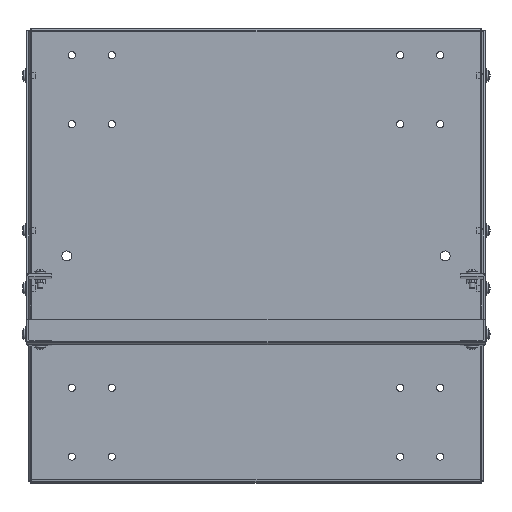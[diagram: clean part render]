
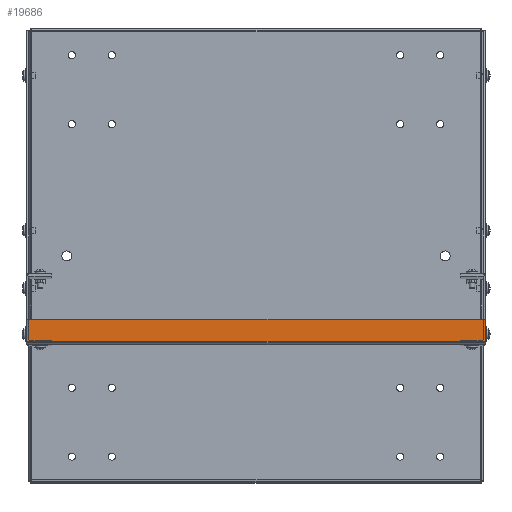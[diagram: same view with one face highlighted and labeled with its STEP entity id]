
A CAD part, top view. The second image highlights one B-rep face of the part: STEP entity #19686.
In plain terms, the highlighted planar face has unit normal (0, 0, 1).
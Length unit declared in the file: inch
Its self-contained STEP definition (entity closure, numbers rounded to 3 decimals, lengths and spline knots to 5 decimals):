
#753 = CARTESIAN_POINT ( 'NONE',  ( 9.999, -2.876, 72.125 ) ) ;
#1134 = EDGE_CURVE ( 'NONE', #5776, #20989, #14168, .T. ) ;
#1488 = CARTESIAN_POINT ( 'NONE',  ( 9.999, -3.858, 72.125 ) ) ;
#1763 = DIRECTION ( 'NONE',  ( 0., 1., 0. ) ) ;
#2897 = EDGE_LOOP ( 'NONE', ( #25192, #12019, #5566, #4910 ) ) ;
#4910 = ORIENTED_EDGE ( 'NONE', *, *, #1134, .F. ) ;
#5408 = EDGE_CURVE ( 'NONE', #10941, #19330, #13533, .T. ) ;
#5566 = ORIENTED_EDGE ( 'NONE', *, *, #18927, .F. ) ;
#5776 = VERTEX_POINT ( 'NONE', #16644 ) ;
#7604 = DIRECTION ( 'NONE',  ( 0., -1., 0. ) ) ;
#8445 = DIRECTION ( 'NONE',  ( -1., 0., 0. ) ) ;
#10941 = VERTEX_POINT ( 'NONE', #753 ) ;
#12019 = ORIENTED_EDGE ( 'NONE', *, *, #5408, .T. ) ;
#12438 = EDGE_CURVE ( 'NONE', #10941, #5776, #25528, .T. ) ;
#12738 = CARTESIAN_POINT ( 'NONE',  ( -10.001, -3.858, 72.125 ) ) ;
#13533 = LINE ( 'NONE', #23848, #24706 ) ;
#14168 = LINE ( 'NONE', #1488, #23241 ) ;
#14478 = DIRECTION ( 'NONE',  ( 0., 0., 1. ) ) ;
#15212 = CARTESIAN_POINT ( 'NONE',  ( 9.999, -4.001, 72.125 ) ) ;
#16644 = CARTESIAN_POINT ( 'NONE',  ( 9.999, -3.858, 72.125 ) ) ;
#17188 = CARTESIAN_POINT ( 'NONE',  ( -10.001, -3.858, 72.125 ) ) ;
#18927 = EDGE_CURVE ( 'NONE', #20989, #19330, #20002, .T. ) ;
#19330 = VERTEX_POINT ( 'NONE', #30427 ) ;
#19394 = DIRECTION ( 'NONE',  ( 0., 1., 0. ) ) ;
#19506 = AXIS2_PLACEMENT_3D ( 'NONE', #27318, #14478, #19394 ) ;
#19686 = ADVANCED_FACE ( 'NONE', ( #29846 ), #32229, .T. ) ;
#20002 = LINE ( 'NONE', #12738, #27773 ) ;
#20989 = VERTEX_POINT ( 'NONE', #17188 ) ;
#23241 = VECTOR ( 'NONE', #32242, 39.37008 ) ;
#23848 = CARTESIAN_POINT ( 'NONE',  ( 9.999, -2.876, 72.125 ) ) ;
#24706 = VECTOR ( 'NONE', #8445, 39.37008 ) ;
#25192 = ORIENTED_EDGE ( 'NONE', *, *, #12438, .F. ) ;
#25528 = LINE ( 'NONE', #15212, #29205 ) ;
#27318 = CARTESIAN_POINT ( 'NONE',  ( 9.999, -4.001, 72.125 ) ) ;
#27773 = VECTOR ( 'NONE', #1763, 39.37008 ) ;
#29205 = VECTOR ( 'NONE', #7604, 39.37008 ) ;
#29846 = FACE_OUTER_BOUND ( 'NONE', #2897, .T. ) ;
#30427 = CARTESIAN_POINT ( 'NONE',  ( -10.001, -2.876, 72.125 ) ) ;
#32229 = PLANE ( 'NONE',  #19506 ) ;
#32242 = DIRECTION ( 'NONE',  ( -1., 0., 0. ) ) ;
